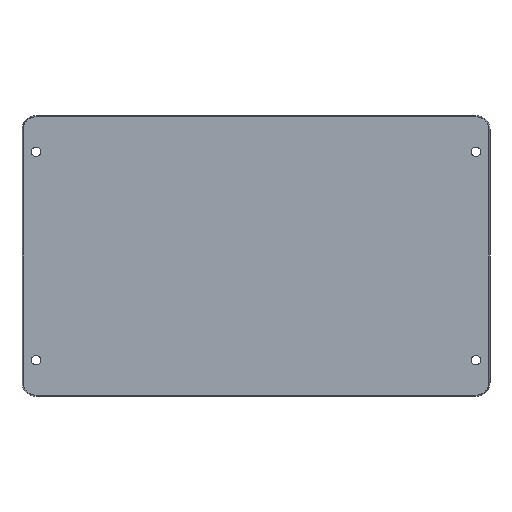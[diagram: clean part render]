
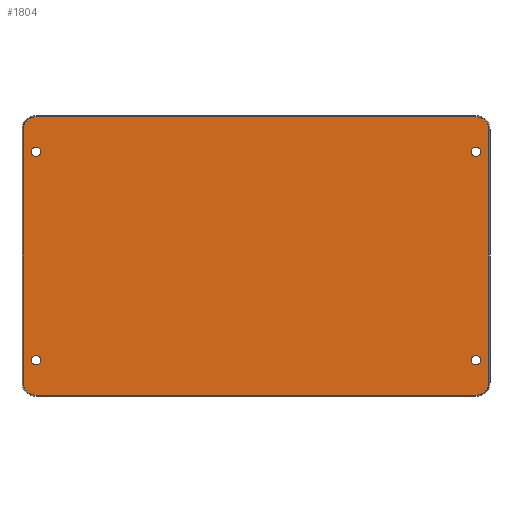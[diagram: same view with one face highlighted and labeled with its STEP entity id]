
A CAD part, front view. The second image highlights one B-rep face of the part: STEP entity #1804.
In plain terms, the highlighted planar face has unit normal (0, -1, 0).
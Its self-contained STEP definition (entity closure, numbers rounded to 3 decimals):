
#1263 = CARTESIAN_POINT ( 'NONE',  ( 99.476, -60., 54. ) ) ;
#1268 = CARTESIAN_POINT ( 'NONE',  ( 94., -60., -59.476 ) ) ;
#1270 = CARTESIAN_POINT ( 'NONE',  ( -94., -60., 59.476 ) ) ;
#1281 = DIRECTION ( 'NONE',  ( 0., 0., 1. ) ) ;
#1282 = DIRECTION ( 'NONE',  ( 0., 1., 0. ) ) ;
#1283 = CARTESIAN_POINT ( 'NONE',  ( -94., -60., -54. ) ) ;
#1284 = AXIS2_PLACEMENT_3D ( 'NONE', #1283, #1282, #1281 ) ;
#1285 = CIRCLE ( 'NONE', #1284, 5.476 ) ;
#1287 = CARTESIAN_POINT ( 'NONE',  ( -94., -60., -59.476 ) ) ;
#1324 = DIRECTION ( 'NONE',  ( 0., 0., 1. ) ) ;
#1325 = DIRECTION ( 'NONE',  ( 0., 1., 0. ) ) ;
#1326 = CARTESIAN_POINT ( 'NONE',  ( 94., -60., 54. ) ) ;
#1327 = AXIS2_PLACEMENT_3D ( 'NONE', #1326, #1325, #1324 ) ;
#1328 = CIRCLE ( 'NONE', #1327, 5.476 ) ;
#1335 = DIRECTION ( 'NONE',  ( 0., 0., 1. ) ) ;
#1336 = DIRECTION ( 'NONE',  ( 0., 1., 0. ) ) ;
#1337 = CARTESIAN_POINT ( 'NONE',  ( -94., -60., 54. ) ) ;
#1338 = AXIS2_PLACEMENT_3D ( 'NONE', #1337, #1336, #1335 ) ;
#1339 = CIRCLE ( 'NONE', #1338, 5.476 ) ;
#1358 = DIRECTION ( 'NONE',  ( 0., 0., 1. ) ) ;
#1359 = DIRECTION ( 'NONE',  ( 0., 1., 0. ) ) ;
#1360 = CARTESIAN_POINT ( 'NONE',  ( 94., -60., -54. ) ) ;
#1361 = AXIS2_PLACEMENT_3D ( 'NONE', #1360, #1359, #1358 ) ;
#1362 = CIRCLE ( 'NONE', #1361, 5.476 ) ;
#1405 = CARTESIAN_POINT ( 'NONE',  ( -99.476, -60., 54. ) ) ;
#1422 = DIRECTION ( 'NONE',  ( 1., 0., 0. ) ) ;
#1423 = VECTOR ( 'NONE', #1422, 1000. ) ;
#1424 = CARTESIAN_POINT ( 'NONE',  ( 94., -60., 59.476 ) ) ;
#1425 = LINE ( 'NONE', #1424, #1423 ) ;
#1465 = CARTESIAN_POINT ( 'NONE',  ( 99.476, -60., -54. ) ) ;
#1470 = DIRECTION ( 'NONE',  ( 0., 0., -1. ) ) ;
#1471 = VECTOR ( 'NONE', #1470, 1000. ) ;
#1472 = CARTESIAN_POINT ( 'NONE',  ( 99.476, -60., -54. ) ) ;
#1473 = LINE ( 'NONE', #1472, #1471 ) ;
#1496 = VERTEX_POINT ( 'NONE', #1287 ) ;
#1499 = EDGE_CURVE ( 'NONE', #1496, #1622, #1285, .T. ) ;
#1504 = VERTEX_POINT ( 'NONE', #1270 ) ;
#1508 = VERTEX_POINT ( 'NONE', #1268 ) ;
#1510 = VERTEX_POINT ( 'NONE', #1263 ) ;
#1512 = EDGE_CURVE ( 'NONE', #1619, #1510, #1328, .T. ) ;
#1535 = EDGE_CURVE ( 'NONE', #1613, #1508, #1362, .T. ) ;
#1546 = EDGE_CURVE ( 'NONE', #1578, #1504, #1339, .T. ) ;
#1569 = EDGE_CURVE ( 'NONE', #1504, #1619, #1425, .T. ) ;
#1578 = VERTEX_POINT ( 'NONE', #1405 ) ;
#1611 = EDGE_CURVE ( 'NONE', #1510, #1613, #1473, .T. ) ;
#1613 = VERTEX_POINT ( 'NONE', #1465 ) ;
#1619 = VERTEX_POINT ( 'NONE', #1897 ) ;
#1622 = VERTEX_POINT ( 'NONE', #1892 ) ;
#1624 = EDGE_CURVE ( 'NONE', #1622, #1578, #1891, .T. ) ;
#1646 = EDGE_LOOP ( 'NONE', ( #1848, #1849, #1850, #1648, #1649, #1650, #1651, #1754 ) ) ;
#1647 = EDGE_CURVE ( 'NONE', #1508, #1496, #1925, .T. ) ;
#1648 = ORIENTED_EDGE ( 'NONE', *, *, #1569, .F. ) ;
#1649 = ORIENTED_EDGE ( 'NONE', *, *, #1546, .F. ) ;
#1650 = ORIENTED_EDGE ( 'NONE', *, *, #1624, .F. ) ;
#1651 = ORIENTED_EDGE ( 'NONE', *, *, #1499, .F. ) ;
#1723 = EDGE_LOOP ( 'NONE', ( #1863, #1811 ) ) ;
#1724 = EDGE_LOOP ( 'NONE', ( #1725, #1727 ) ) ;
#1725 = ORIENTED_EDGE ( 'NONE', *, *, #1726, .T. ) ;
#1726 = EDGE_CURVE ( 'NONE', #5484, #5483, #2012, .T. ) ;
#1727 = ORIENTED_EDGE ( 'NONE', *, *, #5482, .T. ) ;
#1754 = ORIENTED_EDGE ( 'NONE', *, *, #1647, .F. ) ;
#1783 = ORIENTED_EDGE ( 'NONE', *, *, #1784, .T. ) ;
#1784 = EDGE_CURVE ( 'NONE', #5676, #5675, #2136, .T. ) ;
#1785 = ORIENTED_EDGE ( 'NONE', *, *, #5674, .T. ) ;
#1804 = ADVANCED_FACE ( 'NONE', ( #2161, #2160, #2159, #2158, #2157 ), #2156, .F. ) ;
#1811 = ORIENTED_EDGE ( 'NONE', *, *, #5467, .T. ) ;
#1812 = ORIENTED_EDGE ( 'NONE', *, *, #1845, .T. ) ;
#1845 = EDGE_CURVE ( 'NONE', #5646, #5645, #2175, .T. ) ;
#1846 = ORIENTED_EDGE ( 'NONE', *, *, #5644, .T. ) ;
#1847 = EDGE_LOOP ( 'NONE', ( #1783, #1785 ) ) ;
#1848 = ORIENTED_EDGE ( 'NONE', *, *, #1535, .F. ) ;
#1849 = ORIENTED_EDGE ( 'NONE', *, *, #1611, .F. ) ;
#1850 = ORIENTED_EDGE ( 'NONE', *, *, #1512, .F. ) ;
#1863 = ORIENTED_EDGE ( 'NONE', *, *, #1864, .T. ) ;
#1864 = EDGE_CURVE ( 'NONE', #5469, #5468, #2212, .T. ) ;
#1865 = EDGE_LOOP ( 'NONE', ( #1812, #1846 ) ) ;
#1888 = DIRECTION ( 'NONE',  ( 0., 0., 1. ) ) ;
#1889 = VECTOR ( 'NONE', #1888, 1000. ) ;
#1890 = CARTESIAN_POINT ( 'NONE',  ( -99.476, -60., -54. ) ) ;
#1891 = LINE ( 'NONE', #1890, #1889 ) ;
#1892 = CARTESIAN_POINT ( 'NONE',  ( -99.476, -60., -54. ) ) ;
#1897 = CARTESIAN_POINT ( 'NONE',  ( 94., -60., 59.476 ) ) ;
#1922 = DIRECTION ( 'NONE',  ( -1., 0., 0. ) ) ;
#1923 = VECTOR ( 'NONE', #1922, 1000. ) ;
#1924 = CARTESIAN_POINT ( 'NONE',  ( 94., -60., -59.476 ) ) ;
#1925 = LINE ( 'NONE', #1924, #1923 ) ;
#2008 = DIRECTION ( 'NONE',  ( 0., 0., 1. ) ) ;
#2009 = DIRECTION ( 'NONE',  ( 0., 1., 0. ) ) ;
#2010 = CARTESIAN_POINT ( 'NONE',  ( -94., -60., -44.5 ) ) ;
#2011 = AXIS2_PLACEMENT_3D ( 'NONE', #2010, #2009, #2008 ) ;
#2012 = CIRCLE ( 'NONE', #2011, 2. ) ;
#2132 = DIRECTION ( 'NONE',  ( 0., 0., -1. ) ) ;
#2133 = DIRECTION ( 'NONE',  ( 0., 1., 0. ) ) ;
#2134 = CARTESIAN_POINT ( 'NONE',  ( -94., -60., 44.5 ) ) ;
#2135 = AXIS2_PLACEMENT_3D ( 'NONE', #2134, #2133, #2132 ) ;
#2136 = CIRCLE ( 'NONE', #2135, 2. ) ;
#2152 = DIRECTION ( 'NONE',  ( 0., 0., 1. ) ) ;
#2153 = DIRECTION ( 'NONE',  ( 0., 1., 0. ) ) ;
#2154 = CARTESIAN_POINT ( 'NONE',  ( 94., -60., -54. ) ) ;
#2155 = AXIS2_PLACEMENT_3D ( 'NONE', #2154, #2153, #2152 ) ;
#2156 = PLANE ( 'NONE',  #2155 ) ;
#2157 = FACE_OUTER_BOUND ( 'NONE', #1646, .T. ) ;
#2158 = FACE_BOUND ( 'NONE', #1724, .T. ) ;
#2159 = FACE_BOUND ( 'NONE', #1847, .T. ) ;
#2160 = FACE_BOUND ( 'NONE', #1865, .T. ) ;
#2161 = FACE_BOUND ( 'NONE', #1723, .T. ) ;
#2171 = DIRECTION ( 'NONE',  ( 0., 0., 1. ) ) ;
#2172 = DIRECTION ( 'NONE',  ( 0., 1., 0. ) ) ;
#2173 = CARTESIAN_POINT ( 'NONE',  ( 94., -60., 44.5 ) ) ;
#2174 = AXIS2_PLACEMENT_3D ( 'NONE', #2173, #2172, #2171 ) ;
#2175 = CIRCLE ( 'NONE', #2174, 2. ) ;
#2208 = DIRECTION ( 'NONE',  ( 0., 0., -1. ) ) ;
#2209 = DIRECTION ( 'NONE',  ( 0., 1., 0. ) ) ;
#2210 = CARTESIAN_POINT ( 'NONE',  ( 94., -60., -44.5 ) ) ;
#2211 = AXIS2_PLACEMENT_3D ( 'NONE', #2210, #2209, #2208 ) ;
#2212 = CIRCLE ( 'NONE', #2211, 2. ) ;
#3868 = CARTESIAN_POINT ( 'NONE',  ( 94., -60., -42.5 ) ) ;
#3869 = CARTESIAN_POINT ( 'NONE',  ( 94., -60., -46.5 ) ) ;
#3870 = DIRECTION ( 'NONE',  ( 0., 0., -1. ) ) ;
#3871 = DIRECTION ( 'NONE',  ( 0., 1., 0. ) ) ;
#3872 = CARTESIAN_POINT ( 'NONE',  ( 94., -60., -44.5 ) ) ;
#3873 = AXIS2_PLACEMENT_3D ( 'NONE', #3872, #3871, #3870 ) ;
#3878 = CIRCLE ( 'NONE', #3873, 2. ) ;
#3899 = CARTESIAN_POINT ( 'NONE',  ( -94., -60., -42.5 ) ) ;
#3900 = CARTESIAN_POINT ( 'NONE',  ( -94., -60., -46.5 ) ) ;
#3901 = DIRECTION ( 'NONE',  ( 0., 0., 1. ) ) ;
#3902 = DIRECTION ( 'NONE',  ( 0., 1., 0. ) ) ;
#3903 = AXIS2_PLACEMENT_3D ( 'NONE', #3908, #3902, #3901 ) ;
#3904 = CIRCLE ( 'NONE', #3903, 2. ) ;
#3908 = CARTESIAN_POINT ( 'NONE',  ( -94., -60., -44.5 ) ) ;
#3982 = CARTESIAN_POINT ( 'NONE',  ( 94., -60., 44.5 ) ) ;
#4037 = CARTESIAN_POINT ( 'NONE',  ( 94., -60., 46.5 ) ) ;
#4038 = CARTESIAN_POINT ( 'NONE',  ( 94., -60., 42.5 ) ) ;
#4039 = DIRECTION ( 'NONE',  ( 0., 0., 1. ) ) ;
#4040 = DIRECTION ( 'NONE',  ( 0., 1., 0. ) ) ;
#4041 = AXIS2_PLACEMENT_3D ( 'NONE', #3982, #4040, #4039 ) ;
#4042 = CIRCLE ( 'NONE', #4041, 2. ) ;
#4043 = CARTESIAN_POINT ( 'NONE',  ( -94., -60., 44.5 ) ) ;
#4044 = AXIS2_PLACEMENT_3D ( 'NONE', #4043, #4107, #4106 ) ;
#4049 = CIRCLE ( 'NONE', #4044, 2. ) ;
#4104 = CARTESIAN_POINT ( 'NONE',  ( -94., -60., 46.5 ) ) ;
#4105 = CARTESIAN_POINT ( 'NONE',  ( -94., -60., 42.5 ) ) ;
#4106 = DIRECTION ( 'NONE',  ( 0., 0., -1. ) ) ;
#4107 = DIRECTION ( 'NONE',  ( 0., 1., 0. ) ) ;
#5467 = EDGE_CURVE ( 'NONE', #5468, #5469, #3878, .T. ) ;
#5468 = VERTEX_POINT ( 'NONE', #3869 ) ;
#5469 = VERTEX_POINT ( 'NONE', #3868 ) ;
#5482 = EDGE_CURVE ( 'NONE', #5483, #5484, #3904, .T. ) ;
#5483 = VERTEX_POINT ( 'NONE', #3900 ) ;
#5484 = VERTEX_POINT ( 'NONE', #3899 ) ;
#5644 = EDGE_CURVE ( 'NONE', #5645, #5646, #4042, .T. ) ;
#5645 = VERTEX_POINT ( 'NONE', #4038 ) ;
#5646 = VERTEX_POINT ( 'NONE', #4037 ) ;
#5674 = EDGE_CURVE ( 'NONE', #5675, #5676, #4049, .T. ) ;
#5675 = VERTEX_POINT ( 'NONE', #4105 ) ;
#5676 = VERTEX_POINT ( 'NONE', #4104 ) ;
